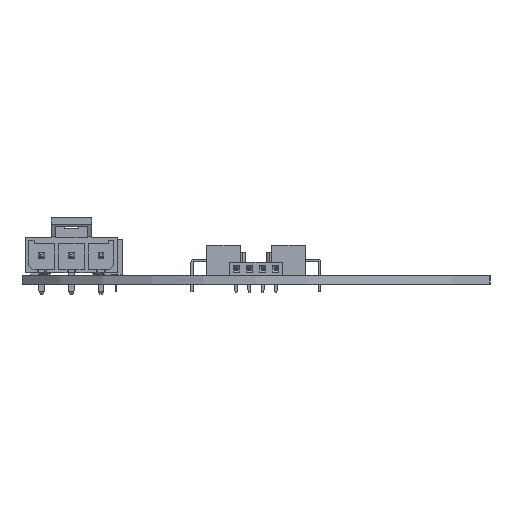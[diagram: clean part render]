
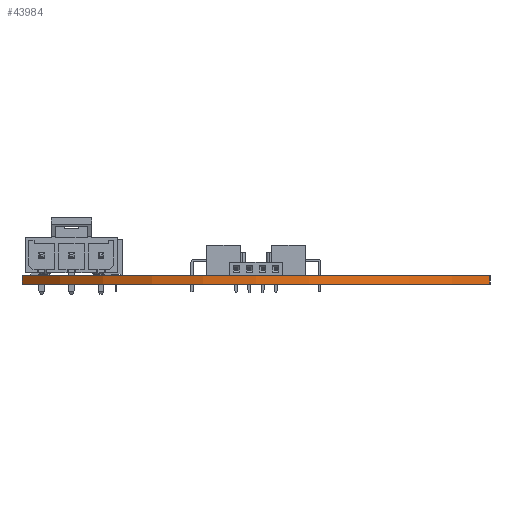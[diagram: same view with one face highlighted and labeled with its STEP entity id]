
A CAD part, left-side view. The second image highlights one B-rep face of the part: STEP entity #43984.
In plain terms, the highlighted cylindrical face has radius 58.898 mm (diameter 117.796 mm), a partial arc.
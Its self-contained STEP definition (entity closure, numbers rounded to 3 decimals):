
#43868 = EDGE_CURVE('',#43869,#43871,#43873,.T.);
#43869 = VERTEX_POINT('',#43870);
#43870 = CARTESIAN_POINT('',(-38.,-45.,0.));
#43871 = VERTEX_POINT('',#43872);
#43872 = CARTESIAN_POINT('',(-38.,-45.,1.6));
#43873 = SURFACE_CURVE('',#43874,(#43878,#43890),.PCURVE_S1.);
#43874 = LINE('',#43875,#43876);
#43875 = CARTESIAN_POINT('',(-38.,-45.,0.));
#43876 = VECTOR('',#43877,1.);
#43877 = DIRECTION('',(0.,0.,1.));
#43878 = PCURVE('',#43879,#43884);
#43879 = PLANE('',#43880);
#43880 = AXIS2_PLACEMENT_3D('',#43881,#43882,#43883);
#43881 = CARTESIAN_POINT('',(-38.,-45.,0.));
#43882 = DIRECTION('',(0.,1.,-0.));
#43883 = DIRECTION('',(1.,0.,0.));
#43884 = DEFINITIONAL_REPRESENTATION('',(#43885),#43889);
#43885 = LINE('',#43886,#43887);
#43886 = CARTESIAN_POINT('',(0.,0.));
#43887 = VECTOR('',#43888,1.);
#43888 = DIRECTION('',(0.,-1.));
#43889 = ( GEOMETRIC_REPRESENTATION_CONTEXT(2) 
PARAMETRIC_REPRESENTATION_CONTEXT() REPRESENTATION_CONTEXT('2D SPACE',''
  ) );
#43890 = PCURVE('',#43891,#43896);
#43891 = CYLINDRICAL_SURFACE('',#43892,58.898);
#43892 = AXIS2_PLACEMENT_3D('',#43893,#43894,#43895);
#43893 = CARTESIAN_POINT('',(0.,-0.,0.));
#43894 = DIRECTION('',(-0.,-0.,-1.));
#43895 = DIRECTION('',(1.,0.,-0.));
#43896 = DEFINITIONAL_REPRESENTATION('',(#43897),#43901);
#43897 = LINE('',#43898,#43899);
#43898 = CARTESIAN_POINT('',(-4.011,0.));
#43899 = VECTOR('',#43900,1.);
#43900 = DIRECTION('',(-0.,-1.));
#43901 = ( GEOMETRIC_REPRESENTATION_CONTEXT(2) 
PARAMETRIC_REPRESENTATION_CONTEXT() REPRESENTATION_CONTEXT('2D SPACE',''
  ) );
#43919 = PLANE('',#43920);
#43920 = AXIS2_PLACEMENT_3D('',#43921,#43922,#43923);
#43921 = CARTESIAN_POINT('',(0.,0.,1.6)
  );
#43922 = DIRECTION('',(0.,0.,1.));
#43923 = DIRECTION('',(1.,0.,-0.));
#43973 = PLANE('',#43974);
#43974 = AXIS2_PLACEMENT_3D('',#43975,#43976,#43977);
#43975 = CARTESIAN_POINT('',(0.,0.,0.));
#43976 = DIRECTION('',(0.,0.,1.));
#43977 = DIRECTION('',(1.,0.,-0.));
#43984 = ADVANCED_FACE('',(#43985),#43891,.T.);
#43985 = FACE_BOUND('',#43986,.F.);
#43986 = EDGE_LOOP('',(#43987,#44017,#44039,#44040));
#43987 = ORIENTED_EDGE('',*,*,#43988,.T.);
#43988 = EDGE_CURVE('',#43989,#43991,#43993,.T.);
#43989 = VERTEX_POINT('',#43990);
#43990 = CARTESIAN_POINT('',(-38.,45.,0.));
#43991 = VERTEX_POINT('',#43992);
#43992 = CARTESIAN_POINT('',(-38.,45.,1.6));
#43993 = SURFACE_CURVE('',#43994,(#43998,#44005),.PCURVE_S1.);
#43994 = LINE('',#43995,#43996);
#43995 = CARTESIAN_POINT('',(-38.,45.,0.));
#43996 = VECTOR('',#43997,1.);
#43997 = DIRECTION('',(0.,0.,1.));
#43998 = PCURVE('',#43891,#43999);
#43999 = DEFINITIONAL_REPRESENTATION('',(#44000),#44004);
#44000 = LINE('',#44001,#44002);
#44001 = CARTESIAN_POINT('',(-2.272,0.));
#44002 = VECTOR('',#44003,1.);
#44003 = DIRECTION('',(-0.,-1.));
#44004 = ( GEOMETRIC_REPRESENTATION_CONTEXT(2) 
PARAMETRIC_REPRESENTATION_CONTEXT() REPRESENTATION_CONTEXT('2D SPACE',''
  ) );
#44005 = PCURVE('',#44006,#44011);
#44006 = PLANE('',#44007);
#44007 = AXIS2_PLACEMENT_3D('',#44008,#44009,#44010);
#44008 = CARTESIAN_POINT('',(38.,45.,0.));
#44009 = DIRECTION('',(0.,-1.,0.));
#44010 = DIRECTION('',(-1.,0.,0.));
#44011 = DEFINITIONAL_REPRESENTATION('',(#44012),#44016);
#44012 = LINE('',#44013,#44014);
#44013 = CARTESIAN_POINT('',(76.,0.));
#44014 = VECTOR('',#44015,1.);
#44015 = DIRECTION('',(0.,-1.));
#44016 = ( GEOMETRIC_REPRESENTATION_CONTEXT(2) 
PARAMETRIC_REPRESENTATION_CONTEXT() REPRESENTATION_CONTEXT('2D SPACE',''
  ) );
#44017 = ORIENTED_EDGE('',*,*,#44018,.T.);
#44018 = EDGE_CURVE('',#43991,#43871,#44019,.T.);
#44019 = SURFACE_CURVE('',#44020,(#44025,#44032),.PCURVE_S1.);
#44020 = CIRCLE('',#44021,58.898);
#44021 = AXIS2_PLACEMENT_3D('',#44022,#44023,#44024);
#44022 = CARTESIAN_POINT('',(0.,0.,1.6));
#44023 = DIRECTION('',(0.,0.,1.));
#44024 = DIRECTION('',(1.,0.,-0.));
#44025 = PCURVE('',#43891,#44026);
#44026 = DEFINITIONAL_REPRESENTATION('',(#44027),#44031);
#44027 = LINE('',#44028,#44029);
#44028 = CARTESIAN_POINT('',(-0.,-1.6));
#44029 = VECTOR('',#44030,1.);
#44030 = DIRECTION('',(-1.,0.));
#44031 = ( GEOMETRIC_REPRESENTATION_CONTEXT(2) 
PARAMETRIC_REPRESENTATION_CONTEXT() REPRESENTATION_CONTEXT('2D SPACE',''
  ) );
#44032 = PCURVE('',#43919,#44033);
#44033 = DEFINITIONAL_REPRESENTATION('',(#44034),#44038);
#44034 = CIRCLE('',#44035,58.898);
#44035 = AXIS2_PLACEMENT_2D('',#44036,#44037);
#44036 = CARTESIAN_POINT('',(0.,0.));
#44037 = DIRECTION('',(1.,0.));
#44038 = ( GEOMETRIC_REPRESENTATION_CONTEXT(2) 
PARAMETRIC_REPRESENTATION_CONTEXT() REPRESENTATION_CONTEXT('2D SPACE',''
  ) );
#44039 = ORIENTED_EDGE('',*,*,#43868,.F.);
#44040 = ORIENTED_EDGE('',*,*,#44041,.F.);
#44041 = EDGE_CURVE('',#43989,#43869,#44042,.T.);
#44042 = SURFACE_CURVE('',#44043,(#44048,#44055),.PCURVE_S1.);
#44043 = CIRCLE('',#44044,58.898);
#44044 = AXIS2_PLACEMENT_3D('',#44045,#44046,#44047);
#44045 = CARTESIAN_POINT('',(0.,-0.,0.));
#44046 = DIRECTION('',(0.,0.,1.));
#44047 = DIRECTION('',(1.,0.,-0.));
#44048 = PCURVE('',#43891,#44049);
#44049 = DEFINITIONAL_REPRESENTATION('',(#44050),#44054);
#44050 = LINE('',#44051,#44052);
#44051 = CARTESIAN_POINT('',(-0.,0.));
#44052 = VECTOR('',#44053,1.);
#44053 = DIRECTION('',(-1.,0.));
#44054 = ( GEOMETRIC_REPRESENTATION_CONTEXT(2) 
PARAMETRIC_REPRESENTATION_CONTEXT() REPRESENTATION_CONTEXT('2D SPACE',''
  ) );
#44055 = PCURVE('',#43973,#44056);
#44056 = DEFINITIONAL_REPRESENTATION('',(#44057),#44061);
#44057 = CIRCLE('',#44058,58.898);
#44058 = AXIS2_PLACEMENT_2D('',#44059,#44060);
#44059 = CARTESIAN_POINT('',(0.,0.));
#44060 = DIRECTION('',(1.,0.));
#44061 = ( GEOMETRIC_REPRESENTATION_CONTEXT(2) 
PARAMETRIC_REPRESENTATION_CONTEXT() REPRESENTATION_CONTEXT('2D SPACE',''
  ) );
